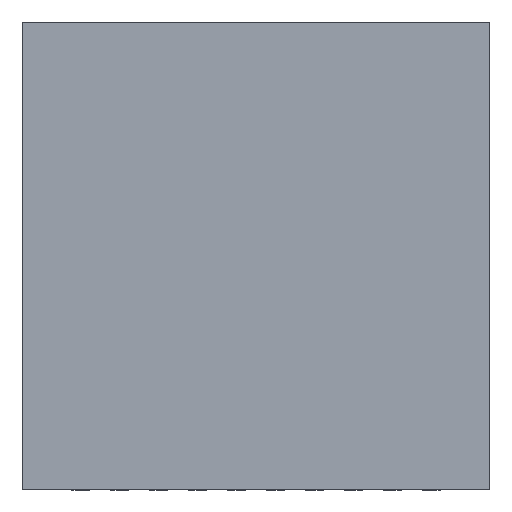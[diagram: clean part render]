
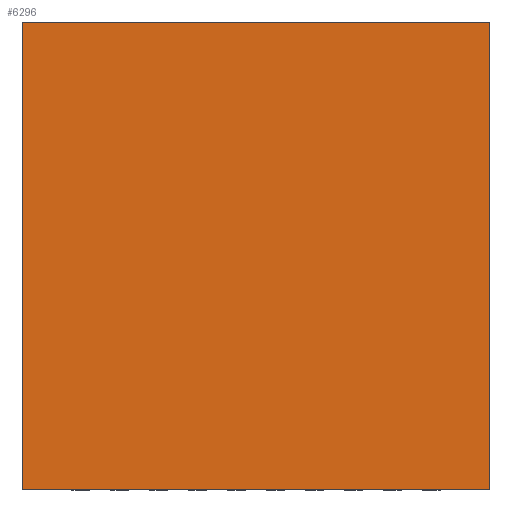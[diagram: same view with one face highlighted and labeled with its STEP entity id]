
A CAD part, top view. The second image highlights one B-rep face of the part: STEP entity #6296.
In plain terms, the highlighted face is planar.
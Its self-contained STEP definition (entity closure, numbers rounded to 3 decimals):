
#2661=DIRECTION('',(0.,0.,1.));
#2662=VECTOR('',#2661,6.);
#2663=CARTESIAN_POINT('',(-3.,0.975,-3.));
#2664=LINE('',#2663,#2662);
#2668=DIRECTION('',(-1.,0.,0.));
#2669=VECTOR('',#2668,6.);
#2670=CARTESIAN_POINT('',(3.,0.975,-3.));
#2671=LINE('',#2670,#2669);
#2675=DIRECTION('',(0.,0.,-1.));
#2676=VECTOR('',#2675,6.);
#2677=CARTESIAN_POINT('',(3.,0.975,3.));
#2678=LINE('',#2677,#2676);
#2682=DIRECTION('',(1.,0.,0.));
#2683=VECTOR('',#2682,6.);
#2684=CARTESIAN_POINT('',(-3.,0.975,3.));
#2685=LINE('',#2684,#2683);
#3743=CARTESIAN_POINT('',(-3.,0.975,-3.));
#3744=CARTESIAN_POINT('',(-3.,0.975,3.));
#3745=VERTEX_POINT('',#3743);
#3746=VERTEX_POINT('',#3744);
#3747=CARTESIAN_POINT('',(3.,0.975,3.));
#3748=VERTEX_POINT('',#3747);
#3749=CARTESIAN_POINT('',(3.,0.975,-3.));
#3750=VERTEX_POINT('',#3749);
#6285=CARTESIAN_POINT('',(0.,0.975,0.));
#6286=DIRECTION('',(0.,1.,0.));
#6287=DIRECTION('',(1.,0.,0.));
#6288=AXIS2_PLACEMENT_3D('',#6285,#6286,#6287);
#6289=PLANE('',#6288);
#6290=ORIENTED_EDGE('',*,*,#4858,.F.);
#6291=ORIENTED_EDGE('',*,*,#5473,.F.);
#6292=ORIENTED_EDGE('',*,*,#6026,.F.);
#6293=ORIENTED_EDGE('',*,*,#6160,.F.);
#6294=EDGE_LOOP('',(#6290,#6291,#6292,#6293));
#6295=FACE_OUTER_BOUND('',#6294,.F.);
#4858=EDGE_CURVE('',#3745,#3746,#2664,.T.);
#5473=EDGE_CURVE('',#3750,#3745,#2671,.T.);
#6026=EDGE_CURVE('',#3748,#3750,#2678,.T.);
#6160=EDGE_CURVE('',#3746,#3748,#2685,.T.);
#6296=ADVANCED_FACE('',(#6295),#6289,.T.);
